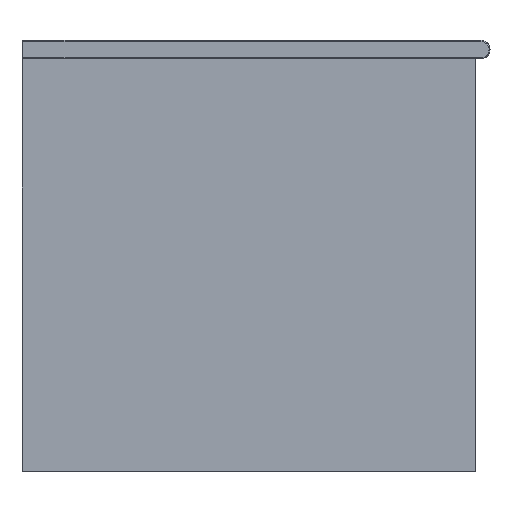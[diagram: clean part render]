
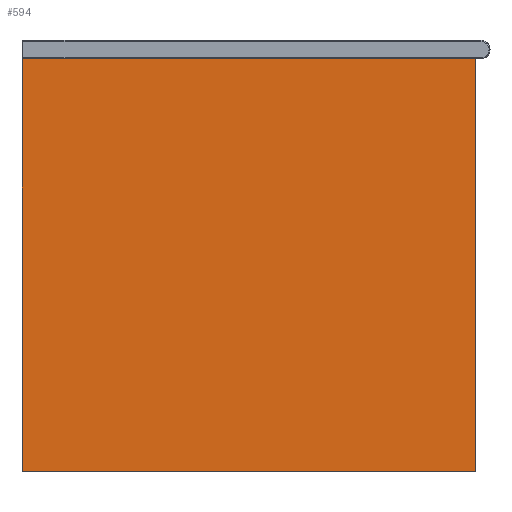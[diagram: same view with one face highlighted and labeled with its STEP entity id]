
A CAD part, left-side view. The second image highlights one B-rep face of the part: STEP entity #594.
In plain terms, the highlighted face is planar.
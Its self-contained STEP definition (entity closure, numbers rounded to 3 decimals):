
#594=ADVANCED_FACE('',(#937),#5877,.T.);
#937=FACE_OUTER_BOUND('',#1280,.T.);
#1280=EDGE_LOOP('',(#3109,#3110,#3111,#3112));
#3109=ORIENTED_EDGE('',*,*,#4124,.F.);
#3110=ORIENTED_EDGE('',*,*,#4125,.F.);
#3111=ORIENTED_EDGE('',*,*,#4126,.F.);
#3112=ORIENTED_EDGE('',*,*,#4123,.F.);
#4123=EDGE_CURVE('',#5737,#5738,#5106,.T.);
#4124=EDGE_CURVE('',#5739,#5737,#5107,.T.);
#4125=EDGE_CURVE('',#5740,#5739,#5108,.T.);
#4126=EDGE_CURVE('',#5738,#5740,#5109,.T.);
#5106=B_SPLINE_CURVE_WITH_KNOTS('',1,(#10570,#10571),.UNSPECIFIED.,.F.,
 .F.,(2,2),(-450.,0.),.UNSPECIFIED.);
#5107=B_SPLINE_CURVE_WITH_KNOTS('',1,(#10572,#10573),.UNSPECIFIED.,.F.,
 .F.,(2,2),(-494.,0.),.UNSPECIFIED.);
#5108=B_SPLINE_CURVE_WITH_KNOTS('',1,(#10574,#10575),.UNSPECIFIED.,.F.,
 .F.,(2,2),(-450.,0.),.UNSPECIFIED.);
#5109=B_SPLINE_CURVE_WITH_KNOTS('',1,(#10576,#10577),.UNSPECIFIED.,.F.,
 .F.,(2,2),(-494.,0.),.UNSPECIFIED.);
#5737=VERTEX_POINT('',#10562);
#5738=VERTEX_POINT('',#10563);
#5739=VERTEX_POINT('',#10564);
#5740=VERTEX_POINT('',#10565);
#5877=PLANE('',#6698);
#6698=AXIS2_PLACEMENT_3D('',#10556,#7084,$);
#7084=DIRECTION('',(1.,0.,0.));
#10556=CARTESIAN_POINT('',(8.,270.,-49.4));
#10562=CARTESIAN_POINT('',(8.,225.,0.));
#10563=CARTESIAN_POINT('',(8.,-225.,0.));
#10564=CARTESIAN_POINT('',(8.,225.,494.));
#10565=CARTESIAN_POINT('',(8.,-225.,494.));
#10570=CARTESIAN_POINT('',(8.,225.,0.));
#10571=CARTESIAN_POINT('',(8.,-225.,0.));
#10572=CARTESIAN_POINT('',(8.,225.,494.));
#10573=CARTESIAN_POINT('',(8.,225.,0.));
#10574=CARTESIAN_POINT('',(8.,-225.,494.));
#10575=CARTESIAN_POINT('',(8.,225.,494.));
#10576=CARTESIAN_POINT('',(8.,-225.,0.));
#10577=CARTESIAN_POINT('',(8.,-225.,494.));
